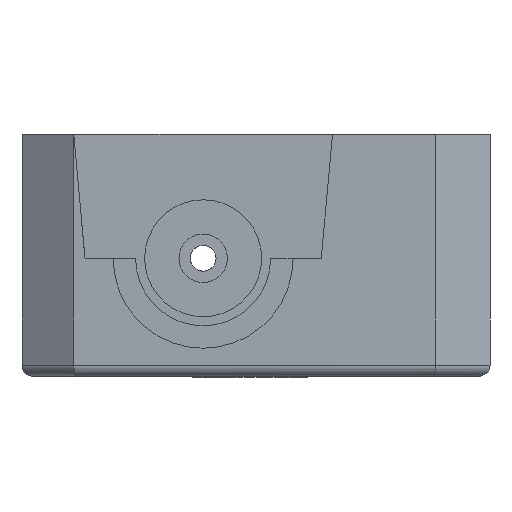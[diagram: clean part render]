
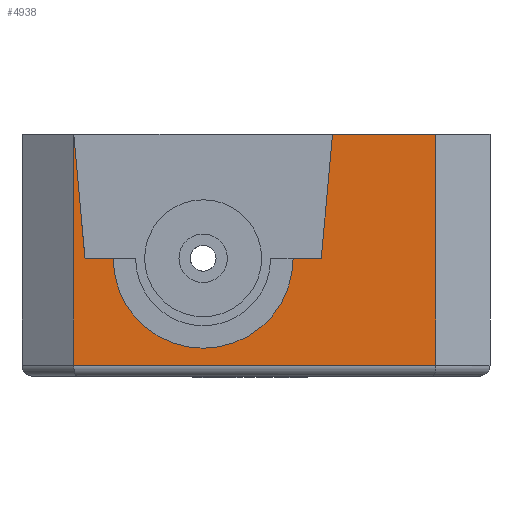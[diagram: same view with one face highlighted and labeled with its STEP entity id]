
A CAD part, front view. The second image highlights one B-rep face of the part: STEP entity #4938.
In plain terms, the highlighted planar face has unit normal (0, -1, 0).
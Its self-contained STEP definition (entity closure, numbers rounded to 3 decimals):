
#302=CIRCLE('',#5174,8.);
#497=PLANE('',#5180);
#729=FACE_OUTER_BOUND('',#1026,.T.);
#1026=EDGE_LOOP('',(#4351,#4352,#4353,#4354,#4355,#4356,#4357,#4358,#4359));
#1148=LINE('',#6421,#1621);
#1533=LINE('',#8218,#2006);
#1540=LINE('',#8235,#2013);
#1543=LINE('',#8241,#2016);
#1547=LINE('',#8250,#2020);
#1549=LINE('',#8255,#2022);
#1550=LINE('',#8256,#2023);
#1551=LINE('',#8257,#2024);
#1621=VECTOR('',#5328,10.);
#2006=VECTOR('',#6023,10.);
#2013=VECTOR('',#6040,10.);
#2016=VECTOR('',#6045,10.);
#2020=VECTOR('',#6053,10.);
#2022=VECTOR('',#6059,10.);
#2023=VECTOR('',#6060,10.);
#2024=VECTOR('',#6061,10.);
#2094=VERTEX_POINT('',#6419);
#2095=VERTEX_POINT('',#6420);
#2455=VERTEX_POINT('',#8215);
#2456=VERTEX_POINT('',#8217);
#2460=VERTEX_POINT('',#8230);
#2461=VERTEX_POINT('',#8234);
#2463=VERTEX_POINT('',#8240);
#2466=VERTEX_POINT('',#8248);
#2467=VERTEX_POINT('',#8254);
#2571=EDGE_CURVE('',#2094,#2095,#1148,.T.);
#3105=EDGE_CURVE('',#2456,#2455,#1533,.T.);
#3112=EDGE_CURVE('',#2460,#2456,#302,.T.);
#3114=EDGE_CURVE('',#2461,#2460,#1540,.T.);
#3117=EDGE_CURVE('',#2463,#2461,#1543,.T.);
#3122=EDGE_CURVE('',#2455,#2466,#1547,.T.);
#3124=EDGE_CURVE('',#2094,#2467,#1549,.T.);
#3125=EDGE_CURVE('',#2463,#2467,#1550,.T.);
#3126=EDGE_CURVE('',#2095,#2466,#1551,.T.);
#4351=ORIENTED_EDGE('',*,*,#2571,.F.);
#4352=ORIENTED_EDGE('',*,*,#3124,.T.);
#4353=ORIENTED_EDGE('',*,*,#3125,.F.);
#4354=ORIENTED_EDGE('',*,*,#3117,.T.);
#4355=ORIENTED_EDGE('',*,*,#3114,.T.);
#4356=ORIENTED_EDGE('',*,*,#3112,.T.);
#4357=ORIENTED_EDGE('',*,*,#3105,.T.);
#4358=ORIENTED_EDGE('',*,*,#3122,.T.);
#4359=ORIENTED_EDGE('',*,*,#3126,.F.);
#4938=ADVANCED_FACE('',(#729),#497,.T.);
#5174=AXIS2_PLACEMENT_3D('',#8231,#6035,#6036);
#5180=AXIS2_PLACEMENT_3D('',#8253,#6057,#6058);
#5328=DIRECTION('',(-1.,0.,0.));
#6023=DIRECTION('',(-1.,0.,0.));
#6035=DIRECTION('center_axis',(0.,1.,0.));
#6036=DIRECTION('ref_axis',(1.,0.,0.));
#6040=DIRECTION('',(-1.,0.,0.));
#6045=DIRECTION('',(-0.091,0.,-0.996));
#6053=DIRECTION('',(-0.091,0.,0.996));
#6057=DIRECTION('center_axis',(0.,-1.,0.));
#6058=DIRECTION('ref_axis',(1.,0.,0.));
#6059=DIRECTION('',(0.,0.,1.));
#6060=DIRECTION('',(1.,0.,0.));
#6061=DIRECTION('',(0.,0.,1.));
#6419=CARTESIAN_POINT('',(16.325,-21.125,1.));
#6420=CARTESIAN_POINT('',(-15.875,-21.125,1.));
#6421=CARTESIAN_POINT('',(-7.407,-21.125,1.));
#8215=CARTESIAN_POINT('',(-14.875,-21.125,10.5));
#8217=CARTESIAN_POINT('',(-12.375,-21.125,10.5));
#8218=CARTESIAN_POINT('',(-14.125,-21.125,10.5));
#8230=CARTESIAN_POINT('',(3.625,-21.125,10.5));
#8231=CARTESIAN_POINT('Origin',(-4.375,-21.125,10.5));
#8234=CARTESIAN_POINT('',(6.125,-21.125,10.5));
#8235=CARTESIAN_POINT('',(-4.875,-21.125,10.5));
#8240=CARTESIAN_POINT('',(7.125,-21.125,21.5));
#8241=CARTESIAN_POINT('',(6.061,-21.125,9.801));
#8248=CARTESIAN_POINT('',(-15.875,-21.125,21.5));
#8250=CARTESIAN_POINT('',(-14.406,-21.125,5.338));
#8253=CARTESIAN_POINT('Origin',(-15.875,-21.125,0.));
#8254=CARTESIAN_POINT('',(16.325,-21.125,21.5));
#8255=CARTESIAN_POINT('',(16.325,-21.125,0.));
#8256=CARTESIAN_POINT('',(-15.875,-21.125,21.5));
#8257=CARTESIAN_POINT('',(-15.875,-21.125,0.));
